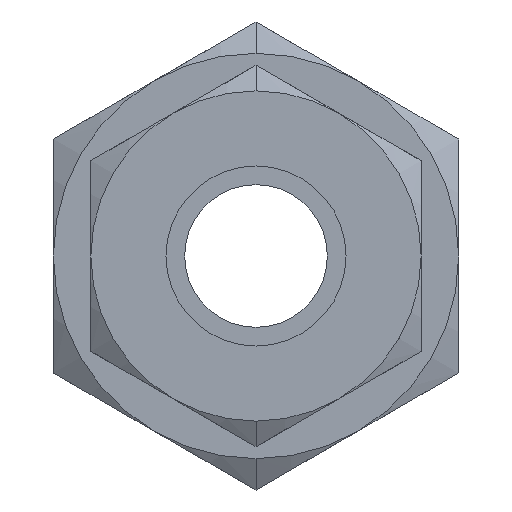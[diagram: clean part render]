
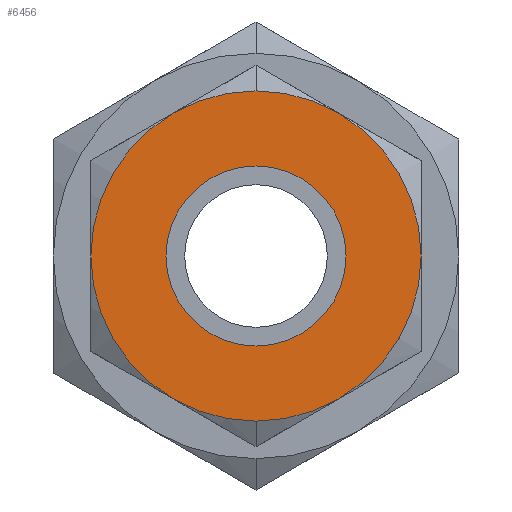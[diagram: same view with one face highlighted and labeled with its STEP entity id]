
A CAD part, left-side view. The second image highlights one B-rep face of the part: STEP entity #6456.
In plain terms, the highlighted planar face has unit normal (-1, 0, 0).
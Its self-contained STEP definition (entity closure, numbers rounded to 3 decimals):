
#744 = VERTEX_POINT ( 'NONE', #8170 ) ;
#1025 = AXIS2_PLACEMENT_3D ( 'NONE', #2463, #3951, #4493 ) ;
#1164 = DIRECTION ( 'NONE',  ( -1., 0., 0. ) ) ;
#1486 = CARTESIAN_POINT ( 'NONE',  ( 0., 0., -11. ) ) ;
#1672 = AXIS2_PLACEMENT_3D ( 'NONE', #3680, #5858, #9502 ) ;
#1942 = CARTESIAN_POINT ( 'NONE',  ( 0., 0., 5.5 ) ) ;
#2100 = EDGE_LOOP ( 'NONE', ( #6203, #7461 ) ) ;
#2129 = CIRCLE ( 'NONE', #6597, 6. ) ;
#2463 = CARTESIAN_POINT ( 'NONE',  ( 0., 0., 0. ) ) ;
#2732 = AXIS2_PLACEMENT_3D ( 'NONE', #5779, #9517, #4178 ) ;
#3073 = DIRECTION ( 'NONE',  ( 0., 0., -1. ) ) ;
#3331 = CARTESIAN_POINT ( 'NONE',  ( 0., 0., -6. ) ) ;
#3604 = VERTEX_POINT ( 'NONE', #3331 ) ;
#3680 = CARTESIAN_POINT ( 'NONE',  ( 0., 0., 0. ) ) ;
#3951 = DIRECTION ( 'NONE',  ( 1., 0., 0. ) ) ;
#4178 = DIRECTION ( 'NONE',  ( 0., 0., 1. ) ) ;
#4309 = VERTEX_POINT ( 'NONE', #1486 ) ;
#4493 = DIRECTION ( 'NONE',  ( 0., 0., 1. ) ) ;
#4804 = EDGE_CURVE ( 'NONE', #7451, #3604, #5195, .T. ) ;
#5195 = CIRCLE ( 'NONE', #1025, 6. ) ;
#5478 = EDGE_CURVE ( 'NONE', #744, #4309, #5667, .T. ) ;
#5667 = CIRCLE ( 'NONE', #2732, 11. ) ;
#5761 = PLANE ( 'NONE',  #6275 ) ;
#5779 = CARTESIAN_POINT ( 'NONE',  ( 0., 0., 0. ) ) ;
#5828 = CIRCLE ( 'NONE', #1672, 11. ) ;
#5858 = DIRECTION ( 'NONE',  ( 1., 0., 0. ) ) ;
#5900 = CARTESIAN_POINT ( 'NONE',  ( 0., 0., 6. ) ) ;
#6059 = ORIENTED_EDGE ( 'NONE', *, *, #4804, .T. ) ;
#6159 = ORIENTED_EDGE ( 'NONE', *, *, #7908, .T. ) ;
#6203 = ORIENTED_EDGE ( 'NONE', *, *, #5478, .F. ) ;
#6275 = AXIS2_PLACEMENT_3D ( 'NONE', #1942, #1164, #6433 ) ;
#6433 = DIRECTION ( 'NONE',  ( 0., 0., 1. ) ) ;
#6456 = ADVANCED_FACE ( 'NONE', ( #7966, #7240 ), #5761, .T. ) ;
#6502 = DIRECTION ( 'NONE',  ( 1., 0., 0. ) ) ;
#6597 = AXIS2_PLACEMENT_3D ( 'NONE', #8714, #6502, #3073 ) ;
#6967 = EDGE_LOOP ( 'NONE', ( #6159, #6059 ) ) ;
#7240 = FACE_OUTER_BOUND ( 'NONE', #2100, .T. ) ;
#7451 = VERTEX_POINT ( 'NONE', #5900 ) ;
#7461 = ORIENTED_EDGE ( 'NONE', *, *, #8738, .F. ) ;
#7908 = EDGE_CURVE ( 'NONE', #3604, #7451, #2129, .T. ) ;
#7966 = FACE_BOUND ( 'NONE', #6967, .T. ) ;
#8170 = CARTESIAN_POINT ( 'NONE',  ( 0., 0., 11. ) ) ;
#8714 = CARTESIAN_POINT ( 'NONE',  ( 0., 0., 0. ) ) ;
#8738 = EDGE_CURVE ( 'NONE', #4309, #744, #5828, .T. ) ;
#9502 = DIRECTION ( 'NONE',  ( 0., 0., -1. ) ) ;
#9517 = DIRECTION ( 'NONE',  ( 1., 0., 0. ) ) ;
